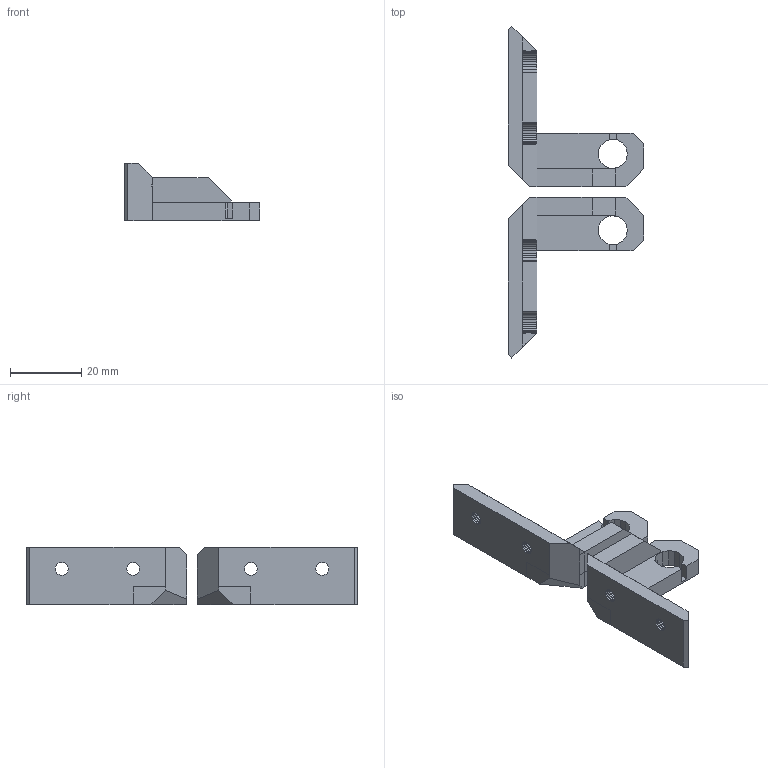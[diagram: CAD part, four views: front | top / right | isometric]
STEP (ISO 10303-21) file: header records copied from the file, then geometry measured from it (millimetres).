
FILE_DESCRIPTION(('FreeCAD Model'),'2;1');
FILE_NAME('z-axis-top.step', '2015-04-25T16:25:38',('Author'),(''), 'Open CASCADE STEP processor 6.8','FreeCAD','Unknown');
FILE_SCHEMA(('AUTOMOTIVE_DESIGN_CC2 { 1 2 10303 214 -1 1 5 4 }'));
Length unit declared in the file: millimetre
Products named in the file (1): Group006
Bounding box: 38 x 93 x 16 mm (x, y, z)
Volume: 13786.5 mm3; surface area: 7323.4 mm2
Topology: 2 solids, 2 shells, 310 faces, 952 edges, 640 vertices
Faces by surface type: plane 310
Entity records: 22384 total; most frequent: CARTESIAN_POINT 4275, DIRECTION 3010, LINE 2388, VECTOR 2388, ORIENTED_EDGE 1904, PCURVE 1904, DEFINITIONAL_REPRESENTATION 1904, EDGE_CURVE 952
